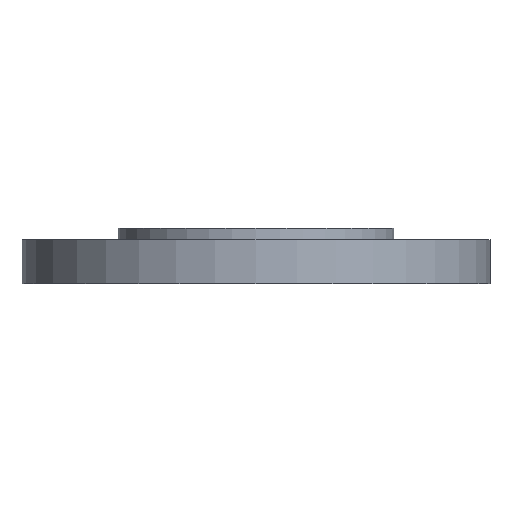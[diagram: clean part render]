
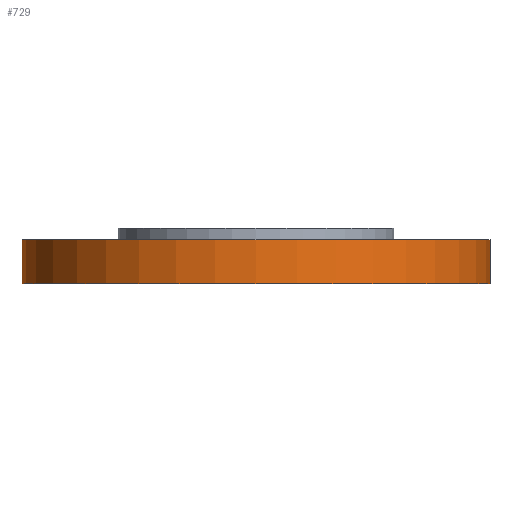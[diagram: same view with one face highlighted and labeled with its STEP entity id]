
A CAD part, front view. The second image highlights one B-rep face of the part: STEP entity #729.
In plain terms, the highlighted cylindrical face has radius 92.5 mm (diameter 185 mm), a partial arc.
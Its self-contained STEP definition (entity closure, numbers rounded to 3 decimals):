
#46 = DIRECTION ( 'NONE',  ( -1., 0., 0. ) ) ;
#47 = DIRECTION ( 'NONE',  ( 0., 0., -1. ) ) ;
#48 = CARTESIAN_POINT ( 'NONE',  ( 0., 0., -22. ) ) ;
#70 = CARTESIAN_POINT ( 'NONE',  ( 92.5, 0., -22. ) ) ;
#87 = CARTESIAN_POINT ( 'NONE',  ( 92.5, 0., -4.5 ) ) ;
#136 = CARTESIAN_POINT ( 'NONE',  ( -92.5, 0., -22. ) ) ;
#138 = DIRECTION ( 'NONE',  ( 1., 0., 0. ) ) ;
#139 = DIRECTION ( 'NONE',  ( 0., 0., 1. ) ) ;
#140 = CARTESIAN_POINT ( 'NONE',  ( 0., 0., -62. ) ) ;
#141 = CYLINDRICAL_SURFACE ( 'NONE', #621, 92.5 ) ;
#142 = FACE_OUTER_BOUND ( 'NONE', #955, .T. ) ;
#143 = CARTESIAN_POINT ( 'NONE',  ( -92.5, 0., -4.5 ) ) ;
#181 = EDGE_CURVE ( 'NONE', #814, #728, #483, .T. ) ;
#222 = VECTOR ( 'NONE', #270, 1000. ) ;
#270 = DIRECTION ( 'NONE',  ( 0., 0., 1. ) ) ;
#271 = CARTESIAN_POINT ( 'NONE',  ( -92.5, 0., -62. ) ) ;
#273 = LINE ( 'NONE', #271, #222 ) ;
#303 = AXIS2_PLACEMENT_3D ( 'NONE', #522, #523, #524 ) ;
#332 = DIRECTION ( 'NONE',  ( 0., 0., 1. ) ) ;
#334 = CARTESIAN_POINT ( 'NONE',  ( 92.5, 0., -62. ) ) ;
#335 = LINE ( 'NONE', #334, #427 ) ;
#427 = VECTOR ( 'NONE', #332, 1000. ) ;
#483 = CIRCLE ( 'NONE', #303, 92.5 ) ;
#503 = EDGE_CURVE ( 'NONE', #916, #814, #335, .T. ) ;
#522 = CARTESIAN_POINT ( 'NONE',  ( 0., 0., -4.5 ) ) ;
#523 = DIRECTION ( 'NONE',  ( 0., 0., -1. ) ) ;
#524 = DIRECTION ( 'NONE',  ( -1., 0., 0. ) ) ;
#619 = CIRCLE ( 'NONE', #625, 92.5 ) ;
#621 = AXIS2_PLACEMENT_3D ( 'NONE', #140, #139, #138 ) ;
#625 = AXIS2_PLACEMENT_3D ( 'NONE', #48, #47, #46 ) ;
#637 = EDGE_CURVE ( 'NONE', #732, #728, #273, .T. ) ;
#728 = VERTEX_POINT ( 'NONE', #143 ) ;
#729 = ADVANCED_FACE ( 'NONE', ( #142 ), #141, .T. ) ;
#732 = VERTEX_POINT ( 'NONE', #136 ) ;
#814 = VERTEX_POINT ( 'NONE', #87 ) ;
#816 = ORIENTED_EDGE ( 'NONE', *, *, #637, .F. ) ;
#817 = ORIENTED_EDGE ( 'NONE', *, *, #960, .F. ) ;
#818 = ORIENTED_EDGE ( 'NONE', *, *, #503, .T. ) ;
#819 = ORIENTED_EDGE ( 'NONE', *, *, #181, .T. ) ;
#916 = VERTEX_POINT ( 'NONE', #70 ) ;
#955 = EDGE_LOOP ( 'NONE', ( #816, #817, #818, #819 ) ) ;
#960 = EDGE_CURVE ( 'NONE', #916, #732, #619, .T. ) ;
